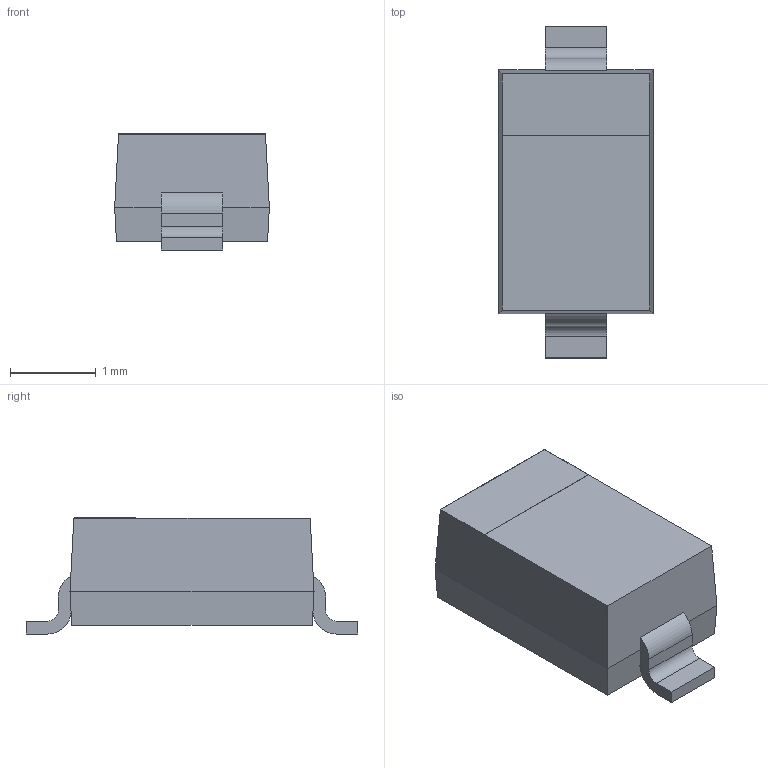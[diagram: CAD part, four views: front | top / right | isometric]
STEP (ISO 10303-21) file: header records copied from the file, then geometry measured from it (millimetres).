
FILE_DESCRIPTION(/* description */ ('Alibre Inc.'),/* implementation_level */ '2;1');
FILE_NAME(/* name */ 'export0',/* time_stamp */ '2012-01-06T15:17:22-08:00',/* author */ (''),/* organization */ (''),/* preprocessor_version */ 'ST-DEVELOPER v14',/* originating_system */ 'Alibre',/* authorisation */ '');
FILE_SCHEMA (('AUTOMOTIVE_DESIGN'));
Length unit declared in the file: centimetre
Bounding box: 1.8 x 3.86 x 1.35 mm (x, y, z)
Volume: 6.4 mm3; surface area: 23.4 mm2
Topology: 1 solids, 1 shells, 36 faces, 94 edges, 60 vertices
Faces by surface type: plane 30, cylinder 6
Entity records: 1049 total; most frequent: ORIENTED_EDGE 188, CARTESIAN_POINT 180, DIRECTION 138, EDGE_CURVE 94, VECTOR 74, LINE 74, VERTEX_POINT 60, AXIS2_PLACEMENT_3D 46
